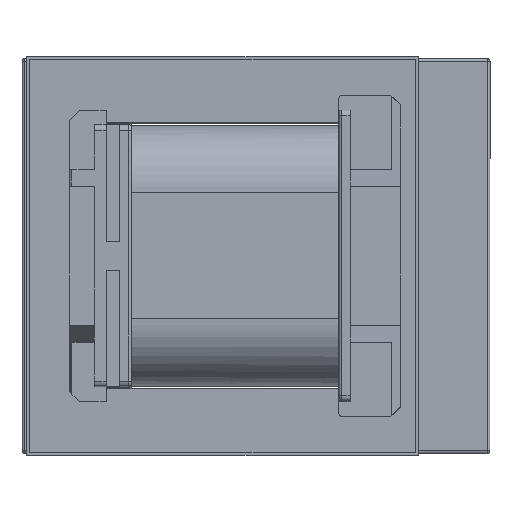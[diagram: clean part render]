
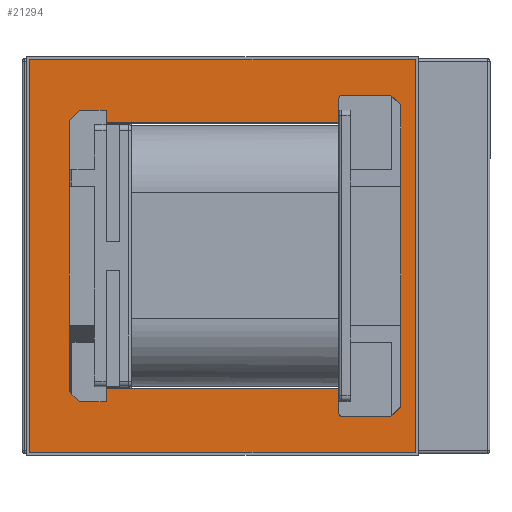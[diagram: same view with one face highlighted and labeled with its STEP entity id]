
A CAD part, top view. The second image highlights one B-rep face of the part: STEP entity #21294.
In plain terms, the highlighted face is planar.
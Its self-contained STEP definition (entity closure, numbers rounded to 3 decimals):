
#5462=ORIENTED_EDGE('',*,*,#7640,.F.);
#5463=ORIENTED_EDGE('',*,*,#5577,.T.);
#5464=ORIENTED_EDGE('',*,*,#6945,.F.);
#5465=ORIENTED_EDGE('',*,*,#5592,.T.);
#5466=ORIENTED_EDGE('',*,*,#7664,.F.);
#5467=ORIENTED_EDGE('',*,*,#7665,.F.);
#5468=ORIENTED_EDGE('',*,*,#7666,.F.);
#5469=ORIENTED_EDGE('',*,*,#7667,.F.);
#5470=ORIENTED_EDGE('',*,*,#7500,.F.);
#5471=ORIENTED_EDGE('',*,*,#5585,.T.);
#5472=ORIENTED_EDGE('',*,*,#7642,.F.);
#5473=ORIENTED_EDGE('',*,*,#7668,.F.);
#5474=ORIENTED_EDGE('',*,*,#7669,.F.);
#5475=ORIENTED_EDGE('',*,*,#7670,.F.);
#5476=ORIENTED_EDGE('',*,*,#7671,.F.);
#5477=ORIENTED_EDGE('',*,*,#5625,.T.);
#5478=ORIENTED_EDGE('',*,*,#7672,.F.);
#5479=ORIENTED_EDGE('',*,*,#7673,.F.);
#5480=ORIENTED_EDGE('',*,*,#7674,.F.);
#5481=ORIENTED_EDGE('',*,*,#7675,.F.);
#5577=EDGE_CURVE('',#7709,#7713,#8983,.T.);
#5585=EDGE_CURVE('',#7721,#7720,#8990,.T.);
#5592=EDGE_CURVE('',#7727,#7726,#8997,.T.);
#5625=EDGE_CURVE('',#7743,#7758,#9024,.T.);
#6945=EDGE_CURVE('',#7727,#7713,#9761,.T.);
#7500=EDGE_CURVE('',#7721,#7758,#10175,.T.);
#7640=EDGE_CURVE('',#7709,#8934,#10283,.T.);
#7642=EDGE_CURVE('',#8935,#7720,#10285,.T.);
#7664=EDGE_CURVE('',#8951,#7726,#10307,.T.);
#7665=EDGE_CURVE('',#8952,#8951,#10308,.T.);
#7666=EDGE_CURVE('',#8953,#8952,#10309,.T.);
#7667=EDGE_CURVE('',#8934,#8953,#10310,.T.);
#7668=EDGE_CURVE('',#8954,#8935,#10311,.T.);
#7669=EDGE_CURVE('',#8955,#8954,#10312,.T.);
#7670=EDGE_CURVE('',#8956,#8955,#10313,.T.);
#7671=EDGE_CURVE('',#7743,#8956,#10314,.T.);
#7672=EDGE_CURVE('',#8957,#8958,#10315,.T.);
#7673=EDGE_CURVE('',#8959,#8957,#10316,.T.);
#7674=EDGE_CURVE('',#8960,#8959,#10317,.T.);
#7675=EDGE_CURVE('',#8958,#8960,#10318,.T.);
#7709=VERTEX_POINT('',#27619);
#7713=VERTEX_POINT('',#27628);
#7720=VERTEX_POINT('',#27645);
#7721=VERTEX_POINT('',#27647);
#7726=VERTEX_POINT('',#27659);
#7727=VERTEX_POINT('',#27661);
#7743=VERTEX_POINT('',#27694);
#7758=VERTEX_POINT('',#27725);
#8934=VERTEX_POINT('',#31909);
#8935=VERTEX_POINT('',#31913);
#8951=VERTEX_POINT('',#31956);
#8952=VERTEX_POINT('',#31958);
#8953=VERTEX_POINT('',#31960);
#8954=VERTEX_POINT('',#31963);
#8955=VERTEX_POINT('',#31965);
#8956=VERTEX_POINT('',#31967);
#8957=VERTEX_POINT('',#31970);
#8958=VERTEX_POINT('',#31971);
#8959=VERTEX_POINT('',#31973);
#8960=VERTEX_POINT('',#31975);
#8983=LINE('',#27629,#10356);
#8990=LINE('',#27646,#10363);
#8997=LINE('',#27660,#10370);
#9024=LINE('',#27726,#10397);
#9761=LINE('',#30460,#11134);
#10175=LINE('',#31601,#11548);
#10283=LINE('',#31908,#11656);
#10285=LINE('',#31912,#11658);
#10307=LINE('',#31955,#11680);
#10308=LINE('',#31957,#11681);
#10309=LINE('',#31959,#11682);
#10310=LINE('',#31961,#11683);
#10311=LINE('',#31962,#11684);
#10312=LINE('',#31964,#11685);
#10313=LINE('',#31966,#11686);
#10314=LINE('',#31968,#11687);
#10315=LINE('',#31969,#11688);
#10316=LINE('',#31972,#11689);
#10317=LINE('',#31974,#11690);
#10318=LINE('',#31976,#11691);
#10356=VECTOR('',#22975,1000.);
#10363=VECTOR('',#22988,1000.);
#10370=VECTOR('',#22997,1000.);
#10397=VECTOR('',#23038,1000.);
#11134=VECTOR('',#25893,1000.);
#11548=VECTOR('',#27053,1000.);
#11656=VECTOR('',#27489,1000.);
#11658=VECTOR('',#27493,1000.);
#11680=VECTOR('',#27525,1000.);
#11681=VECTOR('',#27526,1000.);
#11682=VECTOR('',#27527,1000.);
#11683=VECTOR('',#27528,1000.);
#11684=VECTOR('',#27529,1000.);
#11685=VECTOR('',#27530,1000.);
#11686=VECTOR('',#27531,1000.);
#11687=VECTOR('',#27532,1000.);
#11688=VECTOR('',#27533,1000.);
#11689=VECTOR('',#27534,1000.);
#11690=VECTOR('',#27535,1000.);
#11691=VECTOR('',#27536,1000.);
#12652=EDGE_LOOP('',(#5462,#5463,#5464,#5465,#5466,#5467,#5468,#5469));
#12653=EDGE_LOOP('',(#5470,#5471,#5472,#5473,#5474,#5475,#5476,#5477));
#12654=EDGE_LOOP('',(#5478,#5479,#5480,#5481));
#13609=FACE_BOUND('',#12652,.T.);
#13610=FACE_BOUND('',#12653,.T.);
#13611=FACE_BOUND('',#12654,.T.);
#14018=PLANE('',#22936);
#21294=ADVANCED_FACE('',(#13609,#13610,#13611),#14018,.T.);
#22936=AXIS2_PLACEMENT_3D('',#31954,#27523,#27524);
#22975=DIRECTION('',(0.,0.,1.));
#22988=DIRECTION('',(0.,0.,1.));
#22997=DIRECTION('',(0.,0.,-1.));
#23038=DIRECTION('',(0.,0.,-1.));
#25893=DIRECTION('',(1.,0.,0.));
#27053=DIRECTION('',(-1.,0.,0.));
#27489=DIRECTION('',(1.,0.,0.));
#27493=DIRECTION('',(-1.,0.,0.));
#27523=DIRECTION('',(0.,1.,0.));
#27524=DIRECTION('',(1.,0.,0.));
#27525=DIRECTION('',(1.,0.,0.));
#27526=DIRECTION('',(0.,0.,1.));
#27527=DIRECTION('',(-1.,0.,0.));
#27528=DIRECTION('',(0.,0.,-1.));
#27529=DIRECTION('',(0.,0.,-1.));
#27530=DIRECTION('',(1.,0.,0.));
#27531=DIRECTION('',(0.,0.,1.));
#27532=DIRECTION('',(-1.,0.,0.));
#27533=DIRECTION('',(0.,0.,1.));
#27534=DIRECTION('',(1.,0.,0.));
#27535=DIRECTION('',(0.,0.,-1.));
#27536=DIRECTION('',(-1.,0.,0.));
#27619=CARTESIAN_POINT('',(-2.748,3.74,11.003));
#27628=CARTESIAN_POINT('',(-2.748,3.74,11.673));
#27629=CARTESIAN_POINT('',(-2.748,3.74,3.953));
#27645=CARTESIAN_POINT('',(-2.748,3.74,-3.097));
#27646=CARTESIAN_POINT('',(-2.748,3.74,3.953));
#27647=CARTESIAN_POINT('',(-2.748,3.74,-3.767));
#27659=CARTESIAN_POINT('',(-3.348,3.74,11.003));
#27660=CARTESIAN_POINT('',(-3.348,3.74,3.953));
#27661=CARTESIAN_POINT('',(-3.348,3.74,11.673));
#27694=CARTESIAN_POINT('',(-3.348,3.74,-3.097));
#27725=CARTESIAN_POINT('',(-3.348,3.74,-3.767));
#27726=CARTESIAN_POINT('',(-3.348,3.74,3.953));
#30460=CARTESIAN_POINT('',(4.652,3.74,11.673));
#31601=CARTESIAN_POINT('',(4.652,3.74,-3.767));
#31908=CARTESIAN_POINT('',(-2.518,3.74,11.003));
#31909=CARTESIAN_POINT('',(-2.518,3.74,11.003));
#31912=CARTESIAN_POINT('',(-9.518,3.74,-3.097));
#31913=CARTESIAN_POINT('',(-2.518,3.74,-3.097));
#31954=CARTESIAN_POINT('',(0.682,3.74,-6.447));
#31955=CARTESIAN_POINT('',(-2.518,3.74,11.003));
#31956=CARTESIAN_POINT('',(-16.518,3.74,11.003));
#31957=CARTESIAN_POINT('',(-16.518,3.74,11.003));
#31958=CARTESIAN_POINT('',(-16.518,3.74,6.903));
#31959=CARTESIAN_POINT('',(-9.518,3.74,6.903));
#31960=CARTESIAN_POINT('',(-2.518,3.74,6.903));
#31961=CARTESIAN_POINT('',(-2.518,3.74,6.903));
#31962=CARTESIAN_POINT('',(-2.518,3.74,-3.097));
#31963=CARTESIAN_POINT('',(-2.518,3.74,1.003));
#31964=CARTESIAN_POINT('',(-2.518,3.74,1.003));
#31965=CARTESIAN_POINT('',(-16.518,3.74,1.003));
#31966=CARTESIAN_POINT('',(-16.518,3.74,1.003));
#31967=CARTESIAN_POINT('',(-16.518,3.74,-3.097));
#31968=CARTESIAN_POINT('',(-9.518,3.74,-3.097));
#31969=CARTESIAN_POINT('',(0.682,3.74,14.353));
#31970=CARTESIAN_POINT('',(0.682,3.74,-6.447));
#31971=CARTESIAN_POINT('',(0.682,3.74,14.353));
#31972=CARTESIAN_POINT('',(0.682,3.74,-6.447));
#31973=CARTESIAN_POINT('',(-19.718,3.74,-6.447));
#31974=CARTESIAN_POINT('',(-19.718,3.74,-6.447));
#31975=CARTESIAN_POINT('',(-19.718,3.74,14.353));
#31976=CARTESIAN_POINT('',(-9.518,3.74,14.353));
